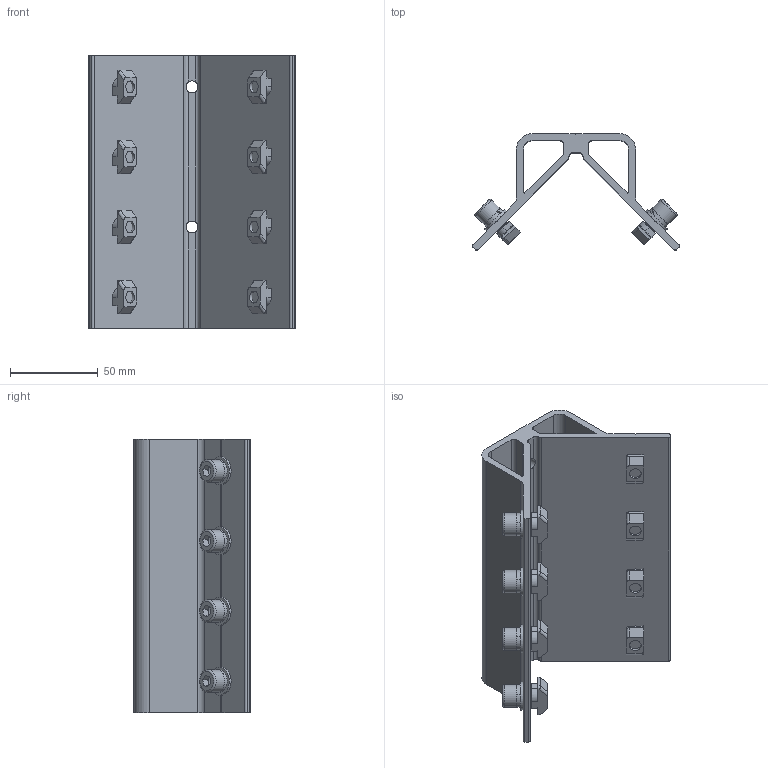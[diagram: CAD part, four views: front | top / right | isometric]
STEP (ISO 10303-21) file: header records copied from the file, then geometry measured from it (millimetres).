
FILE_DESCRIPTION(/* description */ ('STEP AP203'),/* implementation_level */ '2;1');
FILE_NAME(/* name */ 'CAP40-160.STEP',/* time_stamp */ '2022-06-22T09:06:15+02:00',/* author */ ('stefan.nesic'),/* organization */ ('Î¢ÈíÖÐ¹ú'),/* preprocessor_version */ 'ST-DEVELOPER v18.1',/* originating_system */ 'Autodesk Inventor 2021',/* authorisation */ '');
FILE_SCHEMA (('AUTOMOTIVE_DESIGN { 1 0 10303 214 3 1 1 }'));
Length unit declared in the file: millimetre
Products named in the file (1): CAP40-160
Bounding box: 117.96 x 66.51 x 156 mm (x, y, z)
Surface area: 101909.3 mm2 (no closed solid volume)
Topology: 0 solids, 53 shells, 480 faces, 1633 edges, 1124 vertices
Faces by surface type: plane 302, cylinder 126, cone 44, torus 8
Full cylindrical faces by diameter (mm): 6.8 x10, 8 x16, 13 x8, 16 x8
Entity records: 18033 total; most frequent: CARTESIAN_POINT 3770, DIRECTION 3114, ORIENTED_EDGE 2573, EDGE_CURVE 1625, VERTEX_POINT 1124, AXIS2_PLACEMENT_3D 1046, LINE 1022, VECTOR 1022
